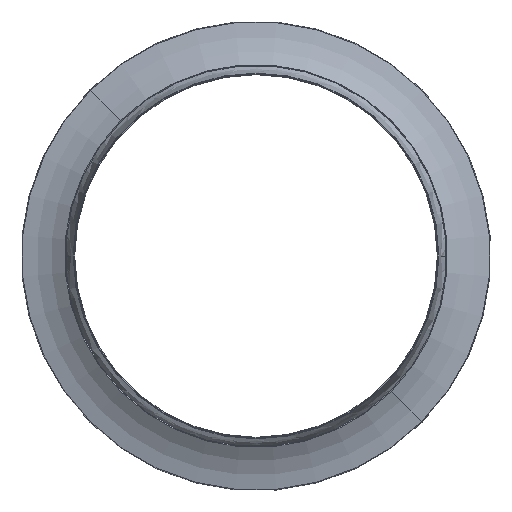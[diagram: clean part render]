
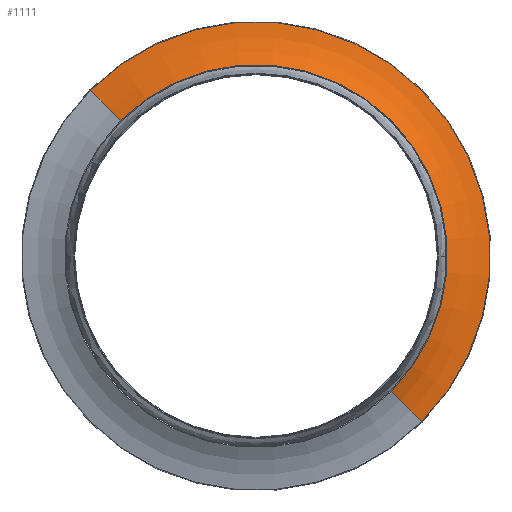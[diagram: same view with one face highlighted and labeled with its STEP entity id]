
A CAD part, front view. The second image highlights one B-rep face of the part: STEP entity #1111.
In plain terms, the highlighted toroidal (fillet/blend) face has major radius 315.894 mm and minor radius 120 mm.
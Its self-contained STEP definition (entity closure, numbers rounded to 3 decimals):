
#87 = EDGE_CURVE ( 'NONE', #1539, #889, #361, .T. ) ;
#120 = VERTEX_POINT ( 'NONE', #962 ) ;
#166 = CIRCLE ( 'NONE', #467, 301.144 ) ;
#183 = EDGE_CURVE ( 'NONE', #120, #1539, #884, .T. ) ;
#209 = AXIS2_PLACEMENT_3D ( 'NONE', #1229, #1331, #983 ) ;
#256 = CARTESIAN_POINT ( 'NONE',  ( 0., -119.09, 0. ) ) ;
#282 = ORIENTED_EDGE ( 'NONE', *, *, #87, .T. ) ;
#283 = CARTESIAN_POINT ( 'NONE',  ( 0., -21.43, 246.162 ) ) ;
#285 = DIRECTION ( 'NONE',  ( 0., 0., 1. ) ) ;
#305 = EDGE_CURVE ( 'NONE', #1183, #889, #1514, .T. ) ;
#308 = ORIENTED_EDGE ( 'NONE', *, *, #625, .F. ) ;
#316 = TOROIDAL_SURFACE ( 'NONE', #618, 315.894, 120. ) ;
#361 = CIRCLE ( 'NONE', #1036, 246.162 ) ;
#442 = DIRECTION ( 'NONE',  ( 0., 0., 1. ) ) ;
#467 = AXIS2_PLACEMENT_3D ( 'NONE', #1376, #536, #442 ) ;
#481 = EDGE_LOOP ( 'NONE', ( #308, #525, #282, #1047 ) ) ;
#510 = FACE_OUTER_BOUND ( 'NONE', #481, .T. ) ;
#525 = ORIENTED_EDGE ( 'NONE', *, *, #183, .T. ) ;
#536 = DIRECTION ( 'NONE',  ( 0., 1., 0. ) ) ;
#557 = AXIS2_PLACEMENT_3D ( 'NONE', #588, #1543, #699 ) ;
#588 = CARTESIAN_POINT ( 'NONE',  ( 0., -119.09, 315.894 ) ) ;
#606 = DIRECTION ( 'NONE',  ( 0., 1., 0. ) ) ;
#618 = AXIS2_PLACEMENT_3D ( 'NONE', #256, #606, #285 ) ;
#625 = EDGE_CURVE ( 'NONE', #120, #1183, #166, .T. ) ;
#699 = DIRECTION ( 'NONE',  ( 0., 0., 1. ) ) ;
#746 = DIRECTION ( 'NONE',  ( 0., 1., 0. ) ) ;
#871 = CARTESIAN_POINT ( 'NONE',  ( 0., 0., 301.144 ) ) ;
#884 = CIRCLE ( 'NONE', #209, 120. ) ;
#889 = VERTEX_POINT ( 'NONE', #283 ) ;
#962 = CARTESIAN_POINT ( 'NONE',  ( 0., 0., -301.144 ) ) ;
#983 = DIRECTION ( 'NONE',  ( 0., 0., -1. ) ) ;
#1036 = AXIS2_PLACEMENT_3D ( 'NONE', #1453, #746, #1432 ) ;
#1047 = ORIENTED_EDGE ( 'NONE', *, *, #305, .F. ) ;
#1111 = ADVANCED_FACE ( 'NONE', ( #510 ), #316, .F. ) ;
#1183 = VERTEX_POINT ( 'NONE', #871 ) ;
#1198 = CARTESIAN_POINT ( 'NONE',  ( 0., -21.43, -246.162 ) ) ;
#1229 = CARTESIAN_POINT ( 'NONE',  ( 0., -119.09, -315.894 ) ) ;
#1331 = DIRECTION ( 'NONE',  ( 1., 0., 0. ) ) ;
#1376 = CARTESIAN_POINT ( 'NONE',  ( 0., 0., 0. ) ) ;
#1432 = DIRECTION ( 'NONE',  ( 0., 0., 1. ) ) ;
#1453 = CARTESIAN_POINT ( 'NONE',  ( 0., -21.43, 0. ) ) ;
#1514 = CIRCLE ( 'NONE', #557, 120. ) ;
#1539 = VERTEX_POINT ( 'NONE', #1198 ) ;
#1543 = DIRECTION ( 'NONE',  ( -1., 0., 0. ) ) ;
